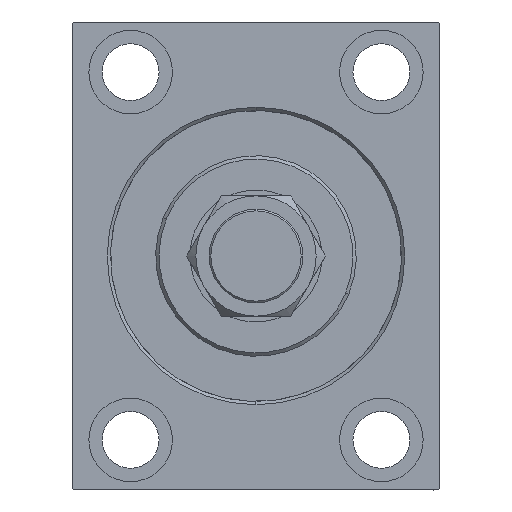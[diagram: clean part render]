
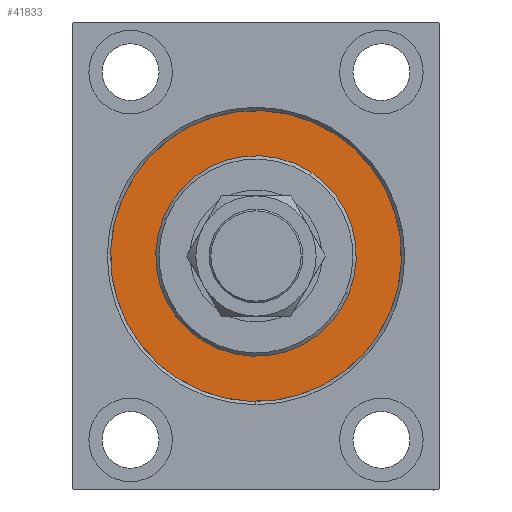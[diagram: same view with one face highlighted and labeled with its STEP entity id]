
A CAD part, left-side view. The second image highlights one B-rep face of the part: STEP entity #41833.
In plain terms, the highlighted face is planar.
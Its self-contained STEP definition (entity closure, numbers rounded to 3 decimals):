
#1061 = DIRECTION ( 'NONE',  ( 0., 0., -1. ) ) ;
#2579 = AXIS2_PLACEMENT_3D ( 'NONE', #43988, #8768, #4824 ) ;
#3590 = FACE_OUTER_BOUND ( 'NONE', #12630, .T. ) ;
#4530 = CARTESIAN_POINT ( 'NONE',  ( 0., 0., 0. ) ) ;
#4824 = DIRECTION ( 'NONE',  ( 0., 0., 1. ) ) ;
#7002 = VERTEX_POINT ( 'NONE', #33075 ) ;
#7405 = EDGE_CURVE ( 'NONE', #25377, #7002, #16580, .T. ) ;
#7509 = PLANE ( 'NONE',  #39191 ) ;
#8768 = DIRECTION ( 'NONE',  ( -1., 0., 0. ) ) ;
#11884 = AXIS2_PLACEMENT_3D ( 'NONE', #32339, #17996, #1061 ) ;
#12630 = EDGE_LOOP ( 'NONE', ( #17126, #33022 ) ) ;
#13857 = EDGE_CURVE ( 'NONE', #7002, #25377, #15130, .T. ) ;
#14118 = CIRCLE ( 'NONE', #11884, 30. ) ;
#15008 = ORIENTED_EDGE ( 'NONE', *, *, #28234, .F. ) ;
#15130 = CIRCLE ( 'NONE', #2579, 43.5 ) ;
#16580 = CIRCLE ( 'NONE', #25445, 43.5 ) ;
#17126 = ORIENTED_EDGE ( 'NONE', *, *, #7405, .F. ) ;
#17763 = CIRCLE ( 'NONE', #45161, 30. ) ;
#17996 = DIRECTION ( 'NONE',  ( 1., 0., 0. ) ) ;
#18862 = VERTEX_POINT ( 'NONE', #20762 ) ;
#20762 = CARTESIAN_POINT ( 'NONE',  ( 0., 0., -30. ) ) ;
#21640 = DIRECTION ( 'NONE',  ( -1., 0., 0. ) ) ;
#24410 = CARTESIAN_POINT ( 'NONE',  ( 0., 0., 0. ) ) ;
#25343 = CARTESIAN_POINT ( 'NONE',  ( 0., 0., 0. ) ) ;
#25377 = VERTEX_POINT ( 'NONE', #34021 ) ;
#25445 = AXIS2_PLACEMENT_3D ( 'NONE', #4530, #43450, #32786 ) ;
#25920 = CARTESIAN_POINT ( 'NONE',  ( 0., 0., 30. ) ) ;
#26165 = VERTEX_POINT ( 'NONE', #25920 ) ;
#28234 = EDGE_CURVE ( 'NONE', #26165, #18862, #17763, .T. ) ;
#28377 = DIRECTION ( 'NONE',  ( 0., 0., 1. ) ) ;
#31254 = ORIENTED_EDGE ( 'NONE', *, *, #44606, .F. ) ;
#31820 = DIRECTION ( 'NONE',  ( 0., 0., -1. ) ) ;
#32339 = CARTESIAN_POINT ( 'NONE',  ( 0., 0., 0. ) ) ;
#32786 = DIRECTION ( 'NONE',  ( 0., 0., 1. ) ) ;
#33022 = ORIENTED_EDGE ( 'NONE', *, *, #13857, .F. ) ;
#33075 = CARTESIAN_POINT ( 'NONE',  ( 0., 0., 43.5 ) ) ;
#34021 = CARTESIAN_POINT ( 'NONE',  ( 0., 0., -43.5 ) ) ;
#35330 = FACE_BOUND ( 'NONE', #36519, .T. ) ;
#36519 = EDGE_LOOP ( 'NONE', ( #15008, #31254 ) ) ;
#39191 = AXIS2_PLACEMENT_3D ( 'NONE', #25343, #21640, #28377 ) ;
#41833 = ADVANCED_FACE ( 'NONE', ( #35330, #3590 ), #7509, .F. ) ;
#43450 = DIRECTION ( 'NONE',  ( -1., 0., 0. ) ) ;
#43988 = CARTESIAN_POINT ( 'NONE',  ( 0., 0., 0. ) ) ;
#44606 = EDGE_CURVE ( 'NONE', #18862, #26165, #14118, .T. ) ;
#45161 = AXIS2_PLACEMENT_3D ( 'NONE', #24410, #45732, #31820 ) ;
#45732 = DIRECTION ( 'NONE',  ( 1., 0., 0. ) ) ;
